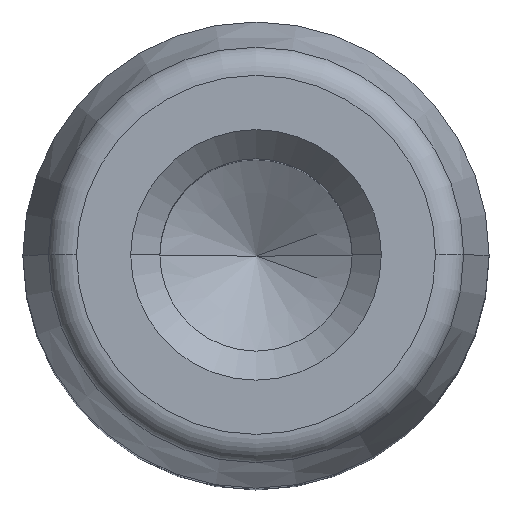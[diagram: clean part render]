
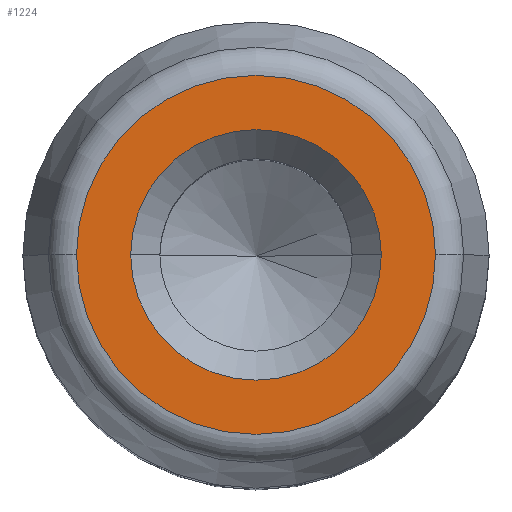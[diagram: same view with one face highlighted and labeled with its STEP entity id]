
A CAD part, top view. The second image highlights one B-rep face of the part: STEP entity #1224.
In plain terms, the highlighted planar face has unit normal (0, 0, 1).
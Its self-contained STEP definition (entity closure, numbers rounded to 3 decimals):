
#48 = DIRECTION ( 'NONE',  ( 0., 0., 1. ) ) ;
#60 = ORIENTED_EDGE ( 'NONE', *, *, #1162, .T. ) ;
#136 = ORIENTED_EDGE ( 'NONE', *, *, #704, .T. ) ;
#206 = AXIS2_PLACEMENT_3D ( 'NONE', #496, #48, #819 ) ;
#232 = CIRCLE ( 'NONE', #1392, 3.08 ) ;
#262 = CARTESIAN_POINT ( 'NONE',  ( 0., 0., 20. ) ) ;
#365 = DIRECTION ( 'NONE',  ( 0., 0., 1. ) ) ;
#375 = PLANE ( 'NONE',  #206 ) ;
#402 = DIRECTION ( 'NONE',  ( 0., 0., -1. ) ) ;
#424 = EDGE_LOOP ( 'NONE', ( #60, #1050 ) ) ;
#496 = CARTESIAN_POINT ( 'NONE',  ( 0., 0., 20. ) ) ;
#542 = CARTESIAN_POINT ( 'NONE',  ( 0., 0., 20. ) ) ;
#550 = FACE_OUTER_BOUND ( 'NONE', #424, .T. ) ;
#569 = VERTEX_POINT ( 'NONE', #946 ) ;
#592 = CARTESIAN_POINT ( 'NONE',  ( 0., 0., 20. ) ) ;
#641 = DIRECTION ( 'NONE',  ( 1., 0., 0. ) ) ;
#658 = VERTEX_POINT ( 'NONE', #1398 ) ;
#704 = EDGE_CURVE ( 'NONE', #1347, #569, #740, .T. ) ;
#707 = DIRECTION ( 'NONE',  ( 1., 0., 0. ) ) ;
#740 = CIRCLE ( 'NONE', #1155, 2.15 ) ;
#793 = DIRECTION ( 'NONE',  ( 1., 0., 0. ) ) ;
#819 = DIRECTION ( 'NONE',  ( 1., 0., 0. ) ) ;
#838 = CIRCLE ( 'NONE', #1326, 3.08 ) ;
#876 = CARTESIAN_POINT ( 'NONE',  ( 2.15, 0., 20. ) ) ;
#928 = AXIS2_PLACEMENT_3D ( 'NONE', #542, #1305, #641 ) ;
#946 = CARTESIAN_POINT ( 'NONE',  ( -2.15, 0., 20. ) ) ;
#970 = VERTEX_POINT ( 'NONE', #1161 ) ;
#993 = CIRCLE ( 'NONE', #928, 2.15 ) ;
#1020 = CARTESIAN_POINT ( 'NONE',  ( 0., 0., 20. ) ) ;
#1050 = ORIENTED_EDGE ( 'NONE', *, *, #1212, .T. ) ;
#1069 = FACE_BOUND ( 'NONE', #1073, .T. ) ;
#1073 = EDGE_LOOP ( 'NONE', ( #136, #1295 ) ) ;
#1127 = DIRECTION ( 'NONE',  ( 1., 0., 0. ) ) ;
#1155 = AXIS2_PLACEMENT_3D ( 'NONE', #262, #402, #793 ) ;
#1161 = CARTESIAN_POINT ( 'NONE',  ( 3.08, 0., 20. ) ) ;
#1162 = EDGE_CURVE ( 'NONE', #970, #658, #838, .T. ) ;
#1212 = EDGE_CURVE ( 'NONE', #658, #970, #232, .T. ) ;
#1224 = ADVANCED_FACE ( 'NONE', ( #1069, #550 ), #375, .T. ) ;
#1292 = EDGE_CURVE ( 'NONE', #569, #1347, #993, .T. ) ;
#1295 = ORIENTED_EDGE ( 'NONE', *, *, #1292, .T. ) ;
#1305 = DIRECTION ( 'NONE',  ( 0., 0., -1. ) ) ;
#1326 = AXIS2_PLACEMENT_3D ( 'NONE', #1020, #365, #1127 ) ;
#1347 = VERTEX_POINT ( 'NONE', #876 ) ;
#1366 = DIRECTION ( 'NONE',  ( 0., 0., 1. ) ) ;
#1392 = AXIS2_PLACEMENT_3D ( 'NONE', #592, #1366, #707 ) ;
#1398 = CARTESIAN_POINT ( 'NONE',  ( -3.08, 0., 20. ) ) ;
